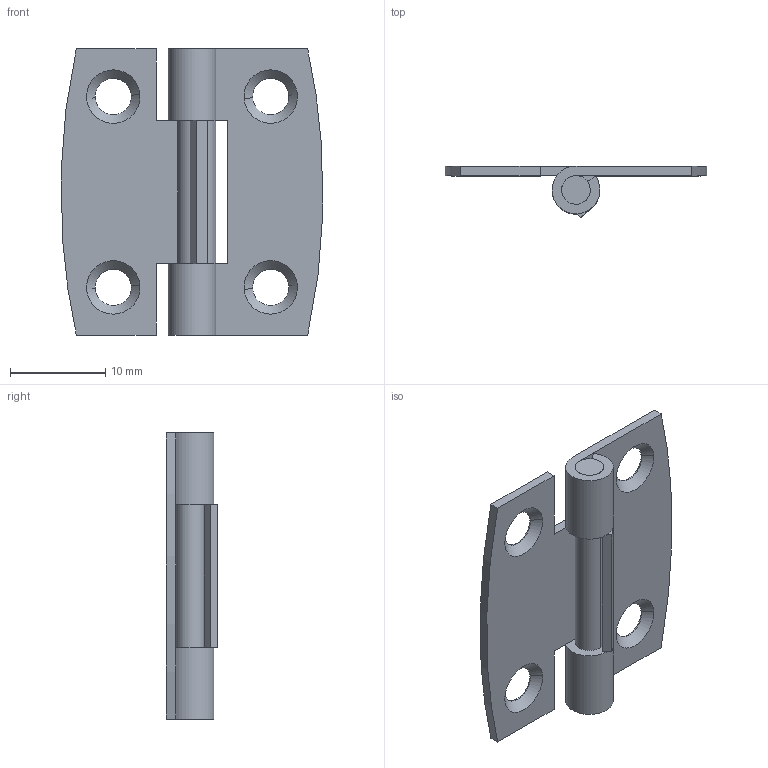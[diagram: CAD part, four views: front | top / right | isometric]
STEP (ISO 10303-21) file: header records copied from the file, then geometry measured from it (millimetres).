
FILE_DESCRIPTION((''),'2;1');
FILE_NAME('','2005-04-20T09:18:28',(''),(''),'','CADfix','');
FILE_SCHEMA(('AUTOMOTIVE_DESIGN'));
Length unit declared in the file: millimetre
Products named in the file (4): shaft; hinge piece_B; hinge piece_A; TH_17_5826_36
Assembly tree (3 placements, depth 2):
  TH_17_5826_36
    shaft
    hinge piece_B
    hinge piece_A
Bounding box: 27.44 x 5.4 x 30 mm (x, y, z)
Volume: 1081 mm3; surface area: 2338 mm2
Topology: 3 solids, 3 shells, 48 faces, 150 edges, 108 vertices
Faces by surface type: bspline 48
Entity records: 1919 total; most frequent: CARTESIAN_POINT 998, ORIENTED_EDGE 300, EDGE_CURVE 150, VERTEX_POINT 108, QUASI_UNIFORM_CURVE 74, EDGE_LOOP 56, FACE_OUTER_BOUND 48, ADVANCED_FACE 48
